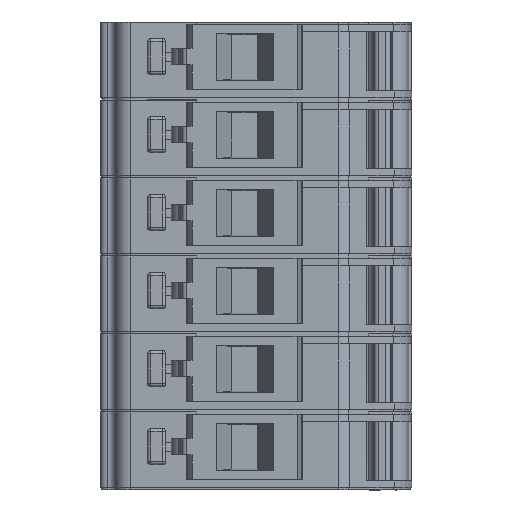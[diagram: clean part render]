
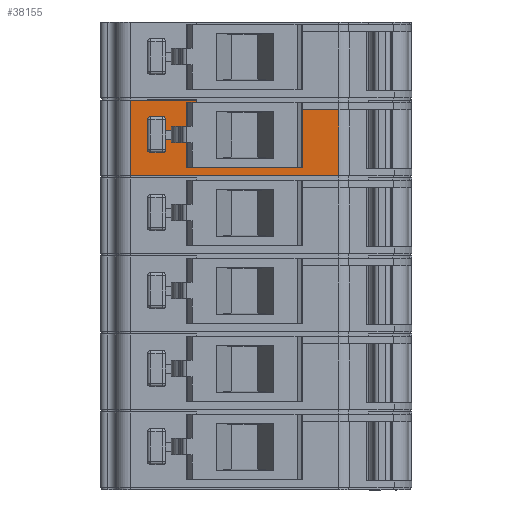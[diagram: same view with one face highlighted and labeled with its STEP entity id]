
A CAD part, front view. The second image highlights one B-rep face of the part: STEP entity #38155.
In plain terms, the highlighted planar face has unit normal (0, -1, 0).
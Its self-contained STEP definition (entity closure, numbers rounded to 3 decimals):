
#781 = CARTESIAN_POINT ( 'NONE',  ( -33.229, 13.714, 9.337 ) ) ;
#1311 = VECTOR ( 'NONE', #55577, 1000. ) ;
#1913 = PLANE ( 'NONE',  #7552 ) ;
#1983 = VERTEX_POINT ( 'NONE', #11300 ) ;
#2082 = CARTESIAN_POINT ( 'NONE',  ( -36.379, 13.714, 4.837 ) ) ;
#2659 = VECTOR ( 'NONE', #33093, 1000. ) ;
#3195 = CARTESIAN_POINT ( 'NONE',  ( -36.379, 13.714, 9.187 ) ) ;
#4017 = VECTOR ( 'NONE', #24585, 1000. ) ;
#4084 = LINE ( 'NONE', #781, #11669 ) ;
#4123 = EDGE_CURVE ( 'NONE', #44798, #5667, #40540, .T. ) ;
#5209 = FACE_OUTER_BOUND ( 'NONE', #48024, .T. ) ;
#5332 = VECTOR ( 'NONE', #10275, 1000. ) ;
#5667 = VERTEX_POINT ( 'NONE', #22995 ) ;
#6126 = LINE ( 'NONE', #31405, #33591 ) ;
#6610 = CARTESIAN_POINT ( 'NONE',  ( -38.822, 13.714, 9.287 ) ) ;
#7322 = CARTESIAN_POINT ( 'NONE',  ( -36.379, 13.714, 9.287 ) ) ;
#7552 = AXIS2_PLACEMENT_3D ( 'NONE', #54787, #32617, #33012 ) ;
#8004 = ORIENTED_EDGE ( 'NONE', *, *, #54755, .F. ) ;
#8012 = EDGE_CURVE ( 'NONE', #10756, #12578, #56271, .T. ) ;
#8470 = VERTEX_POINT ( 'NONE', #38541 ) ;
#9185 = ORIENTED_EDGE ( 'NONE', *, *, #4123, .F. ) ;
#10275 = DIRECTION ( 'NONE',  ( 1., 0., 0. ) ) ;
#10486 = CARTESIAN_POINT ( 'NONE',  ( -45.872, 13.714, 4.137 ) ) ;
#10627 = CARTESIAN_POINT ( 'NONE',  ( -48.834, 13.714, 6.337 ) ) ;
#10756 = VERTEX_POINT ( 'NONE', #41854 ) ;
#11050 = VECTOR ( 'NONE', #37110, 1000. ) ;
#11300 = CARTESIAN_POINT ( 'NONE',  ( -38.822, 13.714, 8.687 ) ) ;
#11669 = VECTOR ( 'NONE', #31473, 1000. ) ;
#11932 = CARTESIAN_POINT ( 'NONE',  ( -48.234, 13.714, 7.737 ) ) ;
#12105 = VECTOR ( 'NONE', #33292, 1000. ) ;
#12578 = VERTEX_POINT ( 'NONE', #17232 ) ;
#12617 = CARTESIAN_POINT ( 'NONE',  ( -50.276, 13.714, 9.337 ) ) ;
#12781 = ORIENTED_EDGE ( 'NONE', *, *, #42896, .F. ) ;
#13052 = EDGE_LOOP ( 'NONE', ( #25876, #12781, #43120, #47876 ) ) ;
#13847 = EDGE_CURVE ( 'NONE', #1983, #8470, #40421, .T. ) ;
#14104 = VECTOR ( 'NONE', #56033, 1000. ) ;
#14483 = CARTESIAN_POINT ( 'NONE',  ( -36.379, 13.714, 6.337 ) ) ;
#15246 = ORIENTED_EDGE ( 'NONE', *, *, #38860, .F. ) ;
#15290 = CARTESIAN_POINT ( 'NONE',  ( -46.522, 13.714, 9.187 ) ) ;
#15511 = CARTESIAN_POINT ( 'NONE',  ( -50.276, 13.714, 9.287 ) ) ;
#15656 = LINE ( 'NONE', #14483, #5332 ) ;
#16801 = VERTEX_POINT ( 'NONE', #56369 ) ;
#17232 = CARTESIAN_POINT ( 'NONE',  ( -50.276, 13.714, 4.287 ) ) ;
#17903 = ORIENTED_EDGE ( 'NONE', *, *, #41018, .F. ) ;
#18801 = VERTEX_POINT ( 'NONE', #39777 ) ;
#19462 = LINE ( 'NONE', #7322, #53851 ) ;
#20106 = ORIENTED_EDGE ( 'NONE', *, *, #41195, .F. ) ;
#20118 = EDGE_CURVE ( 'NONE', #18801, #1983, #46030, .T. ) ;
#21160 = VECTOR ( 'NONE', #55990, 1000. ) ;
#21273 = CARTESIAN_POINT ( 'NONE',  ( -45.872, 13.714, 9.337 ) ) ;
#22995 = CARTESIAN_POINT ( 'NONE',  ( -45.872, 13.714, 9.187 ) ) ;
#23395 = VECTOR ( 'NONE', #24299, 1000. ) ;
#24063 = LINE ( 'NONE', #15511, #23395 ) ;
#24299 = DIRECTION ( 'NONE',  ( 0., 0., 1. ) ) ;
#24585 = DIRECTION ( 'NONE',  ( 1., 0., 0. ) ) ;
#24815 = ORIENTED_EDGE ( 'NONE', *, *, #49821, .F. ) ;
#24926 = DIRECTION ( 'NONE',  ( 0., 0., -1. ) ) ;
#24932 = VERTEX_POINT ( 'NONE', #49683 ) ;
#25740 = LINE ( 'NONE', #3195, #14104 ) ;
#25876 = ORIENTED_EDGE ( 'NONE', *, *, #42501, .F. ) ;
#25963 = LINE ( 'NONE', #33448, #2659 ) ;
#27099 = VERTEX_POINT ( 'NONE', #11932 ) ;
#28811 = ORIENTED_EDGE ( 'NONE', *, *, #13847, .F. ) ;
#28850 = VECTOR ( 'NONE', #52201, 1000. ) ;
#30070 = ORIENTED_EDGE ( 'NONE', *, *, #20118, .F. ) ;
#30214 = ORIENTED_EDGE ( 'NONE', *, *, #8012, .F. ) ;
#30370 = ORIENTED_EDGE ( 'NONE', *, *, #45735, .F. ) ;
#31272 = FACE_BOUND ( 'NONE', #13052, .T. ) ;
#31405 = CARTESIAN_POINT ( 'NONE',  ( -48.234, 13.714, 9.287 ) ) ;
#31473 = DIRECTION ( 'NONE',  ( 1., 0., 0. ) ) ;
#32522 = LINE ( 'NONE', #2082, #54612 ) ;
#32617 = DIRECTION ( 'NONE',  ( 0., 1., 0. ) ) ;
#33012 = DIRECTION ( 'NONE',  ( -1., 0., 0. ) ) ;
#33093 = DIRECTION ( 'NONE',  ( 0., 0., -1. ) ) ;
#33261 = CARTESIAN_POINT ( 'NONE',  ( -48.834, 13.714, 7.737 ) ) ;
#33292 = DIRECTION ( 'NONE',  ( -1., 0., 0. ) ) ;
#33448 = CARTESIAN_POINT ( 'NONE',  ( -48.834, 13.714, 9.287 ) ) ;
#33591 = VECTOR ( 'NONE', #45074, 1000. ) ;
#33651 = LINE ( 'NONE', #38699, #28850 ) ;
#34033 = EDGE_CURVE ( 'NONE', #27099, #49222, #56076, .T. ) ;
#34042 = CARTESIAN_POINT ( 'NONE',  ( -36.379, 13.714, 4.287 ) ) ;
#34901 = VERTEX_POINT ( 'NONE', #12617 ) ;
#36281 = EDGE_CURVE ( 'NONE', #49222, #36783, #25963, .T. ) ;
#36783 = VERTEX_POINT ( 'NONE', #10627 ) ;
#37110 = DIRECTION ( 'NONE',  ( 0., 0., -1. ) ) ;
#38155 = ADVANCED_FACE ( 'NONE', ( #5209, #31272 ), #1913, .F. ) ;
#38541 = CARTESIAN_POINT ( 'NONE',  ( -36.379, 13.714, 8.687 ) ) ;
#38699 = CARTESIAN_POINT ( 'NONE',  ( -46.522, 13.714, 9.287 ) ) ;
#38860 = EDGE_CURVE ( 'NONE', #5667, #46265, #25740, .T. ) ;
#39777 = CARTESIAN_POINT ( 'NONE',  ( -38.822, 13.714, 4.837 ) ) ;
#40421 = LINE ( 'NONE', #46711, #4017 ) ;
#40540 = LINE ( 'NONE', #10486, #11050 ) ;
#41018 = EDGE_CURVE ( 'NONE', #12578, #34901, #24063, .T. ) ;
#41195 = EDGE_CURVE ( 'NONE', #46265, #24932, #33651, .T. ) ;
#41854 = CARTESIAN_POINT ( 'NONE',  ( -36.379, 13.714, 4.287 ) ) ;
#42501 = EDGE_CURVE ( 'NONE', #16801, #27099, #6126, .T. ) ;
#42896 = EDGE_CURVE ( 'NONE', #36783, #16801, #15656, .T. ) ;
#43120 = ORIENTED_EDGE ( 'NONE', *, *, #36281, .F. ) ;
#44798 = VERTEX_POINT ( 'NONE', #21273 ) ;
#45074 = DIRECTION ( 'NONE',  ( 0., 0., 1. ) ) ;
#45735 = EDGE_CURVE ( 'NONE', #24932, #18801, #32522, .T. ) ;
#46030 = LINE ( 'NONE', #6610, #1311 ) ;
#46265 = VERTEX_POINT ( 'NONE', #15290 ) ;
#46711 = CARTESIAN_POINT ( 'NONE',  ( -36.379, 13.714, 8.687 ) ) ;
#46963 = CARTESIAN_POINT ( 'NONE',  ( -36.379, 13.714, 7.737 ) ) ;
#47876 = ORIENTED_EDGE ( 'NONE', *, *, #34033, .F. ) ;
#48024 = EDGE_LOOP ( 'NONE', ( #20106, #15246, #9185, #8004, #17903, #30214, #24815, #28811, #30070, #30370 ) ) ;
#49222 = VERTEX_POINT ( 'NONE', #33261 ) ;
#49683 = CARTESIAN_POINT ( 'NONE',  ( -46.522, 13.714, 4.837 ) ) ;
#49821 = EDGE_CURVE ( 'NONE', #8470, #10756, #19462, .T. ) ;
#52201 = DIRECTION ( 'NONE',  ( 0., 0., -1. ) ) ;
#53851 = VECTOR ( 'NONE', #24926, 1000. ) ;
#54612 = VECTOR ( 'NONE', #55299, 1000. ) ;
#54755 = EDGE_CURVE ( 'NONE', #34901, #44798, #4084, .T. ) ;
#54787 = CARTESIAN_POINT ( 'NONE',  ( -36.379, 13.714, 9.287 ) ) ;
#55299 = DIRECTION ( 'NONE',  ( 1., 0., 0. ) ) ;
#55577 = DIRECTION ( 'NONE',  ( 0., 0., 1. ) ) ;
#55990 = DIRECTION ( 'NONE',  ( -1., 0., 0. ) ) ;
#56033 = DIRECTION ( 'NONE',  ( -1., 0., 0. ) ) ;
#56076 = LINE ( 'NONE', #46963, #12105 ) ;
#56271 = LINE ( 'NONE', #34042, #21160 ) ;
#56369 = CARTESIAN_POINT ( 'NONE',  ( -48.234, 13.714, 6.337 ) ) ;
